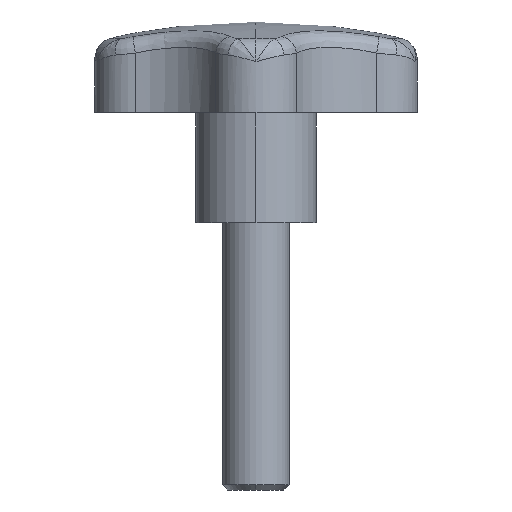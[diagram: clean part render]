
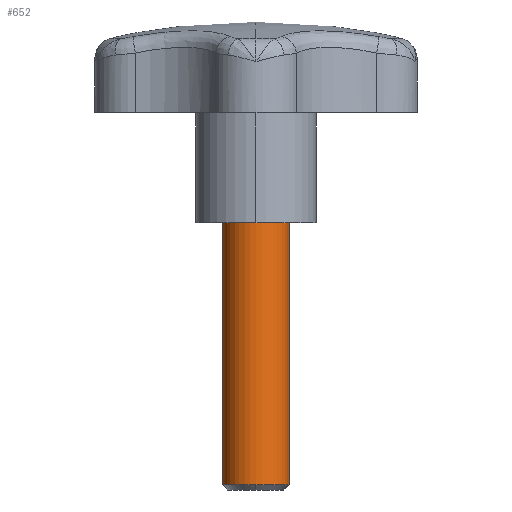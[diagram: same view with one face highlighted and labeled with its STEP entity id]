
A CAD part, front view. The second image highlights one B-rep face of the part: STEP entity #652.
In plain terms, the highlighted cylindrical face has radius 5 mm (diameter 10 mm), a partial arc.
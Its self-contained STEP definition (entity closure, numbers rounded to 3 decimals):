
#326=EDGE_CURVE('',#630,#330,#946,.T.);
#330=VERTEX_POINT('',#950);
#562=VERTEX_POINT('',#1205);
#584=EDGE_CURVE('',#720,#630,#1229,.T.);
#606=EDGE_CURVE('',#562,#330,#1253,.T.);
#630=VERTEX_POINT('',#1281);
#652=ADVANCED_FACE('',(#1306),#1307,.T.);
#670=EDGE_CURVE('',#562,#914,#1325,.T.);
#720=VERTEX_POINT('',#1378);
#746=EDGE_CURVE('',#914,#720,#1406,.T.);
#914=VERTEX_POINT('',#1598);
#946=LINE('',#1623,#1624);
#950=CARTESIAN_POINT('',(5.0,0.,0.0));
#1205=CARTESIAN_POINT('',(-5.0,0.,0.0));
#1229=CIRCLE('',#2780,5.0);
#1253=CIRCLE('',#2955,5.0);
#1281=CARTESIAN_POINT('',(5.0,0.,-39.188));
#1306=FACE_OUTER_BOUND('',#3039,.T.);
#1307=CYLINDRICAL_SURFACE('',#3040,5.0);
#1325=LINE('',#3079,#3080);
#1378=CARTESIAN_POINT('',(0.,-5.0,-39.188));
#1406=CIRCLE('',#3301,5.0);
#1598=CARTESIAN_POINT('',(-5.0,0.,-39.188));
#1623=CARTESIAN_POINT('',(5.0,0.,-19.5));
#1624=VECTOR('',#4359,1.0);
#2780=AXIS2_PLACEMENT_3D('',#4639,#4640,#4641);
#2955=AXIS2_PLACEMENT_3D('',#4651,#4652,#4653);
#3039=EDGE_LOOP('',(#4728,#4729,#4730,#4731,#4732));
#3040=AXIS2_PLACEMENT_3D('',#4733,#4734,#4735);
#3079=CARTESIAN_POINT('',(-5.0,0.,-19.5));
#3080=VECTOR('',#4743,1.0);
#3301=AXIS2_PLACEMENT_3D('',#4813,#4814,#4815);
#4359=DIRECTION('',(0.0,0.0,1.0));
#4639=CARTESIAN_POINT('',(0.0,0.0,-39.188));
#4640=DIRECTION('',(0.,0.0,1.0));
#4641=DIRECTION('',(1.0,0.0,0.));
#4651=CARTESIAN_POINT('',(0.0,0.0,0.0));
#4652=DIRECTION('',(0.0,0.0,1.0));
#4653=DIRECTION('',(1.0,0.0,0.0));
#4728=ORIENTED_EDGE('',*,*,#326,.T.);
#4729=ORIENTED_EDGE('',*,*,#606,.F.);
#4730=ORIENTED_EDGE('',*,*,#670,.T.);
#4731=ORIENTED_EDGE('',*,*,#746,.T.);
#4732=ORIENTED_EDGE('',*,*,#584,.T.);
#4733=CARTESIAN_POINT('',(0.0,0.0,-19.5));
#4734=DIRECTION('',(-0.0,-0.0,-1.0));
#4735=DIRECTION('',(1.0,0.0,0.0));
#4743=DIRECTION('',(-0.0,-0.0,-1.0));
#4813=CARTESIAN_POINT('',(0.0,0.0,-39.188));
#4814=DIRECTION('',(0.,0.0,1.0));
#4815=DIRECTION('',(1.0,0.0,0.));
